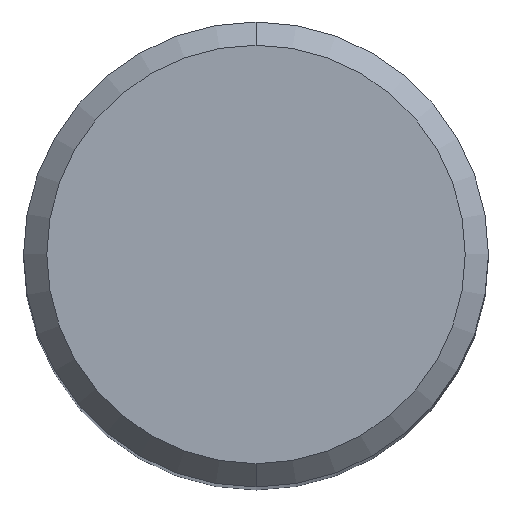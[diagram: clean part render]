
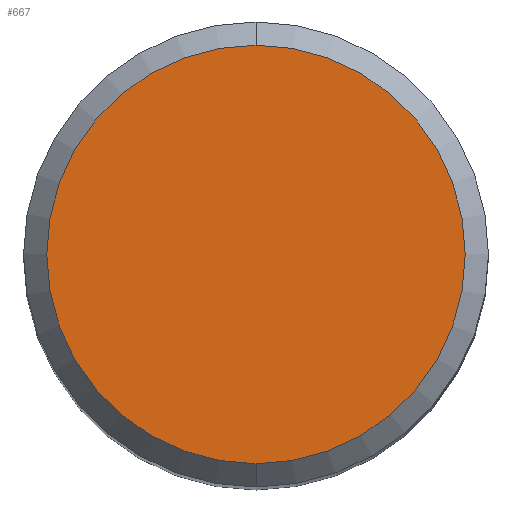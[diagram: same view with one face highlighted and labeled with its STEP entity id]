
A CAD part, top view. The second image highlights one B-rep face of the part: STEP entity #667.
In plain terms, the highlighted planar face has unit normal (0, 0, 1).
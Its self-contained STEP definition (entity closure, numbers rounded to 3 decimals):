
#417=EDGE_CURVE('',#569,#553,#1018,.T.);
#553=VERTEX_POINT('',#1167);
#569=VERTEX_POINT('',#1185);
#667=ADVANCED_FACE('',(#1293),#1294,.T.);
#717=EDGE_CURVE('',#553,#569,#1349,.T.);
#1018=CIRCLE('',#1950,5.4);
#1167=CARTESIAN_POINT('',(0.0,5.4,0.0));
#1185=CARTESIAN_POINT('',(0.,-5.4,0.0));
#1293=FACE_OUTER_BOUND('',#4605,.T.);
#1294=PLANE('',#4606);
#1349=CIRCLE('',#4781,5.4);
#1950=AXIS2_PLACEMENT_3D('',#6187,#6188,#6189);
#4605=EDGE_LOOP('',(#6489,#6490));
#4606=AXIS2_PLACEMENT_3D('',#6491,#6492,#6493);
#4781=AXIS2_PLACEMENT_3D('',#6553,#6554,#6555);
#6187=CARTESIAN_POINT('',(0.0,0.0,0.0));
#6188=DIRECTION('',(0.0,0.0,-1.0));
#6189=DIRECTION('',(0.0,1.0,0.0));
#6489=ORIENTED_EDGE('',*,*,#717,.F.);
#6490=ORIENTED_EDGE('',*,*,#417,.F.);
#6491=CARTESIAN_POINT('',(0.0,2.7,0.0));
#6492=DIRECTION('',(-0.0,0.0,1.0));
#6493=DIRECTION('',(0.0,-1.0,0.0));
#6553=CARTESIAN_POINT('',(0.0,0.0,0.0));
#6554=DIRECTION('',(0.0,0.0,-1.0));
#6555=DIRECTION('',(0.0,1.0,0.0));
